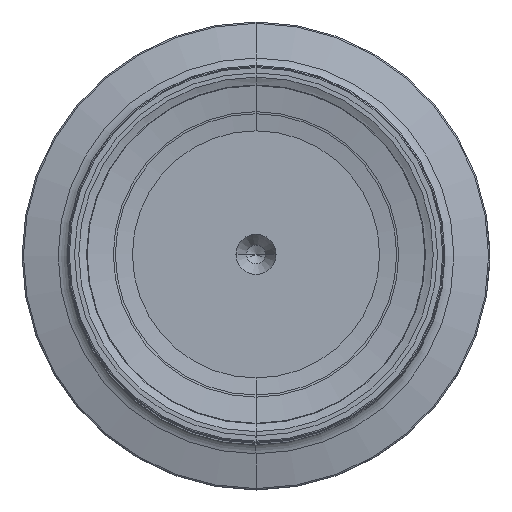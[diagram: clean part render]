
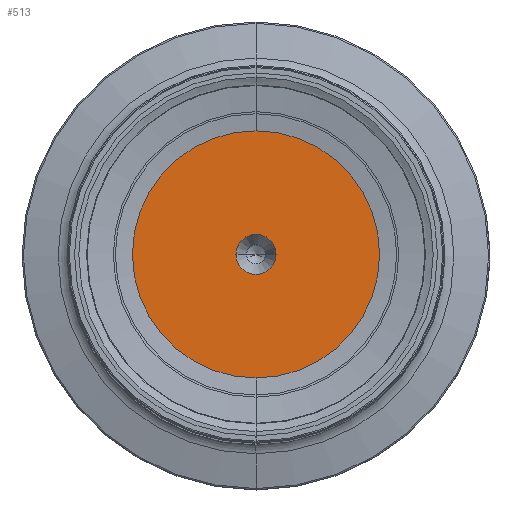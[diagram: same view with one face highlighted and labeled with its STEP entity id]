
A CAD part, top view. The second image highlights one B-rep face of the part: STEP entity #513.
In plain terms, the highlighted planar face has unit normal (0, 0, 1).
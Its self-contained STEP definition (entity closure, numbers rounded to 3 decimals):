
#32=CARTESIAN_POINT('',(0.,0.,158.1));
#33=DIRECTION('',(0.,0.,1.));
#34=DIRECTION('',(0.,1.,0.));
#35=AXIS2_PLACEMENT_3D('',#32,#33,#34);
#37=CARTESIAN_POINT('',(0.,0.,158.1));
#38=DIRECTION('',(0.,0.,-1.));
#39=DIRECTION('',(0.,1.,0.));
#40=AXIS2_PLACEMENT_3D('',#37,#38,#39);
#42=CARTESIAN_POINT('',(0.,0.,158.1));
#43=DIRECTION('',(0.,0.,1.));
#44=DIRECTION('',(-1.,0.,0.));
#45=AXIS2_PLACEMENT_3D('',#42,#43,#44);
#47=CARTESIAN_POINT('',(0.,0.,158.1));
#48=DIRECTION('',(0.,0.,1.));
#49=DIRECTION('',(1.,0.,0.));
#50=AXIS2_PLACEMENT_3D('',#47,#48,#49);
#385=CARTESIAN_POINT('',(0.,20.6,158.1));
#387=VERTEX_POINT('',#385);
#389=CARTESIAN_POINT('',(0.,-20.6,158.1));
#391=VERTEX_POINT('',#389);
#464=CARTESIAN_POINT('',(-3.35,0.,158.1));
#465=VERTEX_POINT('',#464);
#466=CARTESIAN_POINT('',(3.35,0.,158.1));
#467=VERTEX_POINT('',#466);
#498=CARTESIAN_POINT('',(0.,0.,158.1));
#499=DIRECTION('',(0.,0.,-1.));
#500=DIRECTION('',(0.,-1.,0.));
#501=AXIS2_PLACEMENT_3D('',#498,#499,#500);
#502=PLANE('',#501);
#503=ORIENTED_EDGE('',*,*,#490,.F.);
#504=ORIENTED_EDGE('',*,*,#479,.T.);
#505=EDGE_LOOP('',(#503,#504));
#506=FACE_OUTER_BOUND('',#505,.F.);
#508=ORIENTED_EDGE('',*,*,#507,.T.);
#510=ORIENTED_EDGE('',*,*,#509,.T.);
#511=EDGE_LOOP('',(#508,#510));
#512=FACE_BOUND('',#511,.F.);
#513=ADVANCED_FACE('',(#506,#512),#502,.F.);
#36=CIRCLE('',#35,20.6);
#41=CIRCLE('',#40,20.6);
#46=CIRCLE('',#45,3.35);
#51=CIRCLE('',#50,3.35);
#479=EDGE_CURVE('',#387,#391,#41,.T.);
#490=EDGE_CURVE('',#387,#391,#36,.T.);
#507=EDGE_CURVE('',#465,#467,#46,.T.);
#509=EDGE_CURVE('',#467,#465,#51,.T.);
